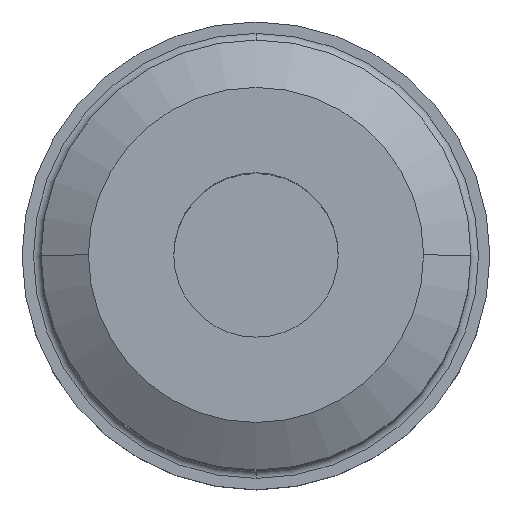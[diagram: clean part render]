
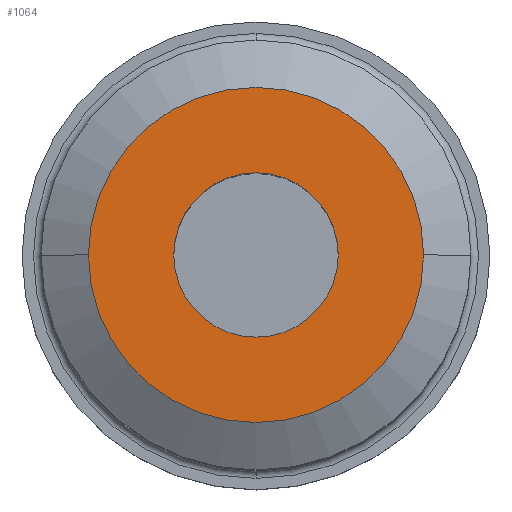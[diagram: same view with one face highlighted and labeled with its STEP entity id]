
A CAD part, top view. The second image highlights one B-rep face of the part: STEP entity #1064.
In plain terms, the highlighted planar face has unit normal (0, 0, 1).
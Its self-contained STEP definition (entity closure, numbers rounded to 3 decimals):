
#12 = ORIENTED_EDGE ( 'NONE', *, *, #363, .F. ) ;
#113 = CARTESIAN_POINT ( 'NONE',  ( 0., 0., 52. ) ) ;
#128 = ORIENTED_EDGE ( 'NONE', *, *, #480, .F. ) ;
#129 = CARTESIAN_POINT ( 'NONE',  ( 0., 0., 52. ) ) ;
#131 = CIRCLE ( 'NONE', #846, 13.25 ) ;
#132 = CIRCLE ( 'NONE', #588, 13.25 ) ;
#153 = FACE_BOUND ( 'NONE', #957, .T. ) ;
#294 = CARTESIAN_POINT ( 'NONE',  ( -13.25, 0., 52. ) ) ;
#348 = EDGE_CURVE ( 'NONE', #1275, #1488, #132, .T. ) ;
#360 = EDGE_LOOP ( 'NONE', ( #1387, #1241 ) ) ;
#363 = EDGE_CURVE ( 'NONE', #1210, #896, #1270, .T. ) ;
#376 = DIRECTION ( 'NONE',  ( 0., 0., 1. ) ) ;
#468 = CARTESIAN_POINT ( 'NONE',  ( 0., 0., 52. ) ) ;
#480 = EDGE_CURVE ( 'NONE', #896, #1210, #1396, .T. ) ;
#535 = EDGE_CURVE ( 'NONE', #1488, #1275, #131, .T. ) ;
#574 = AXIS2_PLACEMENT_3D ( 'NONE', #1004, #376, #1566 ) ;
#588 = AXIS2_PLACEMENT_3D ( 'NONE', #468, #1222, #937 ) ;
#589 = DIRECTION ( 'NONE',  ( 1., 0., 0. ) ) ;
#599 = AXIS2_PLACEMENT_3D ( 'NONE', #113, #1244, #1260 ) ;
#602 = DIRECTION ( 'NONE',  ( 0., 0., 1. ) ) ;
#625 = PLANE ( 'NONE',  #574 ) ;
#813 = CARTESIAN_POINT ( 'NONE',  ( 13.25, 0., 52. ) ) ;
#846 = AXIS2_PLACEMENT_3D ( 'NONE', #129, #888, #1006 ) ;
#888 = DIRECTION ( 'NONE',  ( 0., 0., -1. ) ) ;
#896 = VERTEX_POINT ( 'NONE', #1106 ) ;
#937 = DIRECTION ( 'NONE',  ( -1., 0., 0. ) ) ;
#957 = EDGE_LOOP ( 'NONE', ( #12, #128 ) ) ;
#1004 = CARTESIAN_POINT ( 'NONE',  ( 0., 13.25, 52. ) ) ;
#1006 = DIRECTION ( 'NONE',  ( -1., 0., 0. ) ) ;
#1064 = ADVANCED_FACE ( 'NONE', ( #153, #1618 ), #625, .T. ) ;
#1106 = CARTESIAN_POINT ( 'NONE',  ( 6.5, 0., 52. ) ) ;
#1156 = AXIS2_PLACEMENT_3D ( 'NONE', #1367, #602, #589 ) ;
#1210 = VERTEX_POINT ( 'NONE', #1218 ) ;
#1218 = CARTESIAN_POINT ( 'NONE',  ( -6.5, 0., 52. ) ) ;
#1222 = DIRECTION ( 'NONE',  ( 0., 0., -1. ) ) ;
#1241 = ORIENTED_EDGE ( 'NONE', *, *, #348, .F. ) ;
#1244 = DIRECTION ( 'NONE',  ( 0., 0., 1. ) ) ;
#1260 = DIRECTION ( 'NONE',  ( 1., 0., 0. ) ) ;
#1270 = CIRCLE ( 'NONE', #1156, 6.5 ) ;
#1275 = VERTEX_POINT ( 'NONE', #813 ) ;
#1367 = CARTESIAN_POINT ( 'NONE',  ( 0., 0., 52. ) ) ;
#1387 = ORIENTED_EDGE ( 'NONE', *, *, #535, .F. ) ;
#1396 = CIRCLE ( 'NONE', #599, 6.5 ) ;
#1488 = VERTEX_POINT ( 'NONE', #294 ) ;
#1566 = DIRECTION ( 'NONE',  ( 1., 0., 0. ) ) ;
#1618 = FACE_OUTER_BOUND ( 'NONE', #360, .T. ) ;
